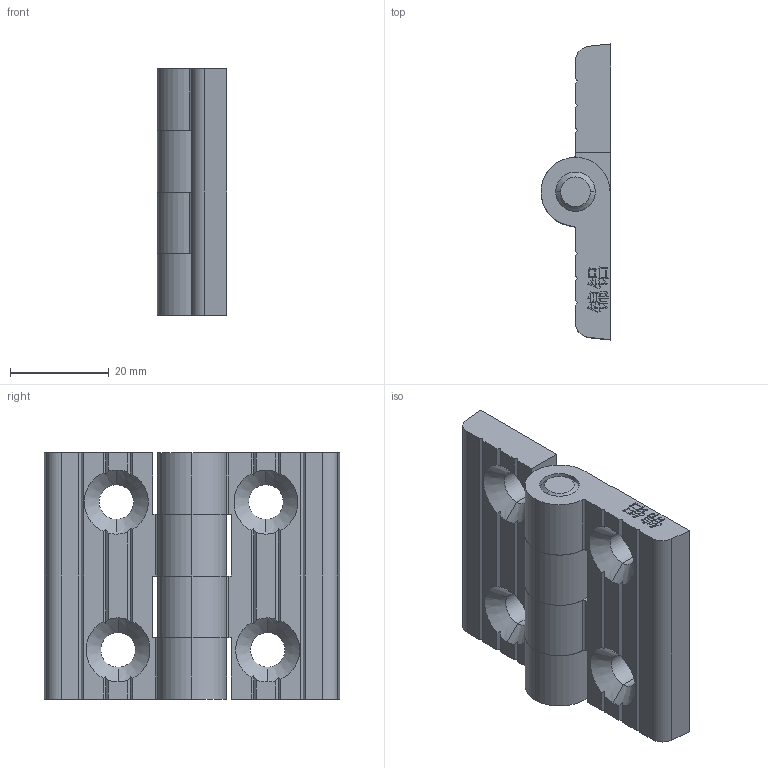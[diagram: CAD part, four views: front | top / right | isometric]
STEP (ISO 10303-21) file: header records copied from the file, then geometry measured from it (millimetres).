
FILE_DESCRIPTION (( 'STEP AP214' ), '1' );
FILE_NAME ('3535 铝合金合页.STEP', '2019-08-05T11:15:55', ( '微软用户' ), ( '微软中国' ), 'SwSTEP 2.0', 'SolidWorks 2015', '' );
FILE_SCHEMA (( 'AUTOMOTIVE_DESIGN' ));
Length unit declared in the file: millimetre
Products named in the file (1): 3535 臏磁踢磁珜
Bounding box: 14.2 x 60 x 50 mm (x, y, z)
Volume: 22220 mm3; surface area: 11892.8 mm2
Topology: 3 solids, 3 shells, 268 faces, 757 edges, 500 vertices
Faces by surface type: plane 188, cylinder 36, bspline 30, cone 14
Entity records: 10915 total; most frequent: CARTESIAN_POINT 2764, ORIENTED_EDGE 1514, DIRECTION 1247, EDGE_CURVE 757, LINE 561, VECTOR 561, VERTEX_POINT 500, AXIS2_PLACEMENT_3D 343
